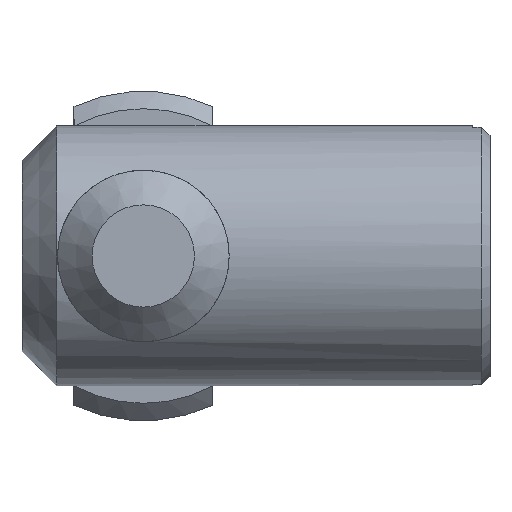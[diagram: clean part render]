
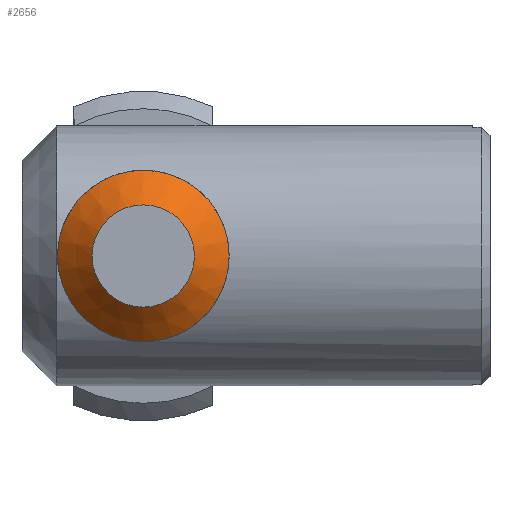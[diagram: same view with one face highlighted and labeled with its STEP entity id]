
A CAD part, front view. The second image highlights one B-rep face of the part: STEP entity #2656.
In plain terms, the highlighted conical face has half-angle 45 degrees and reference radius 4.95 mm.
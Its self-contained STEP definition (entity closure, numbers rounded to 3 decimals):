
#36=LINE('',#5483,#315);
#315=VECTOR('',#3111,4.95);
#608=CIRCLE('',#2837,4.95);
#609=CIRCLE('',#2838,2.95);
#695=CONICAL_SURFACE('',#2836,4.95,0.785);
#847=FACE_OUTER_BOUND('',#996,.T.);
#996=EDGE_LOOP('',(#1890,#1891,#1892,#1893));
#1197=VERTEX_POINT('',#5480);
#1198=VERTEX_POINT('',#5482);
#1471=EDGE_CURVE('',#1197,#1197,#608,.T.);
#1472=EDGE_CURVE('',#1197,#1198,#36,.T.);
#1473=EDGE_CURVE('',#1198,#1198,#609,.T.);
#1890=ORIENTED_EDGE('',*,*,#1471,.F.);
#1891=ORIENTED_EDGE('',*,*,#1472,.T.);
#1892=ORIENTED_EDGE('',*,*,#1473,.T.);
#1893=ORIENTED_EDGE('',*,*,#1472,.F.);
#2656=ADVANCED_FACE('',(#847),#695,.T.);
#2836=AXIS2_PLACEMENT_3D('',#5479,#3107,#3108);
#2837=AXIS2_PLACEMENT_3D('',#5481,#3109,#3110);
#2838=AXIS2_PLACEMENT_3D('',#5484,#3112,#3113);
#3107=DIRECTION('center_axis',(0.,1.,0.));
#3108=DIRECTION('ref_axis',(0.,0.,1.));
#3109=DIRECTION('center_axis',(0.,1.,0.));
#3110=DIRECTION('ref_axis',(0.,0.,1.));
#3111=DIRECTION('',(0.,-0.707,0.707));
#3112=DIRECTION('center_axis',(0.,1.,0.));
#3113=DIRECTION('ref_axis',(0.,0.,1.));
#5479=CARTESIAN_POINT('Origin',(-1.519,-28.621,2.582));
#5480=CARTESIAN_POINT('',(-1.519,-28.621,-2.368));
#5481=CARTESIAN_POINT('Origin',(-1.519,-28.621,2.582));
#5482=CARTESIAN_POINT('',(-1.519,-30.621,-0.368));
#5483=CARTESIAN_POINT('',(-1.519,-28.621,-2.368));
#5484=CARTESIAN_POINT('Origin',(-1.519,-30.621,2.582));
